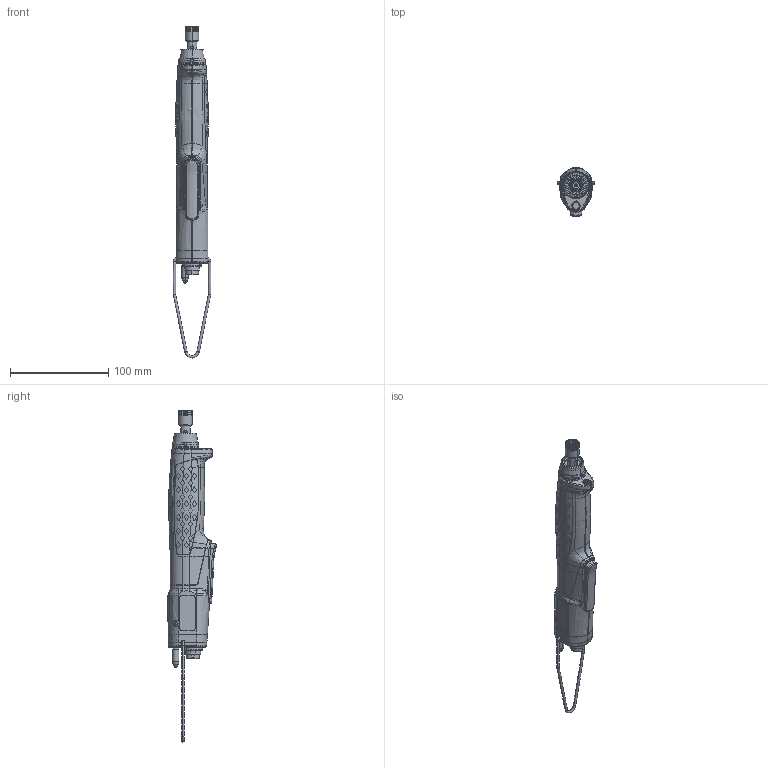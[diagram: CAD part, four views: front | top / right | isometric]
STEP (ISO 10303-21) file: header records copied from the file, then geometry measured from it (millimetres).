
FILE_DESCRIPTION((''),'2;1');
FILE_NAME('4224300257_ASM','2017-10-24T',('IPCdipo'),(''),'CREO PARAMETRIC BY PTC INC, 2016260','CREO PARAMETRIC BY PTC INC, 2016260','');
FILE_SCHEMA(('CONFIG_CONTROL_DESIGN'));
Products named in the file (29): 4216295300; 4216295400; 4216295380_ASM; 0517110300; 4224300272_ASM; 4216291800_SPEC; 4216291800_ASM; 09033129012_AF0; 09033129012_NUT; 09033129012_ASM_ASM; 4216293820_AF1_ASM; 4216293880_ASM; 4216286400; 4224300273_ASM; 4216292700; 0335350142; 0502110042; 4090030600; 4216194300; 4216194200_AF1; 4224300262_ASM; 4221000003; 4216293000; 4216294300; 4216104100_SPEC1; 4216167602; 4216243102; 4221000016; 4224300257_ASM
Assembly tree (29 placements, depth 6):
  4224300257_ASM
    4224300272_ASM
      4216295380_ASM
        4216295300
        4216295400
      0517110300
    4216291800_ASM
      4216291800_SPEC
    4224300273_ASM
      4216293880_ASM
        4216293820_AF1_ASM
          09033129012_ASM_ASM
            09033129012_AF0
            09033129012_NUT
      4216286400
    4224300262_ASM
      4216292700
      0335350142
      0502110042
      4090030600  x2
      4216194300
      4216194200_AF1
    4221000003
    4216293000
    4216294300
    4216104100_SPEC1
    4216167602
    4216243102
    4221000016
Bounding box: 38.4 x 49.91 x 337.98 mm (x, y, z)
Volume: 62534 mm3; surface area: 70158.1 mm2
Topology: 21 solids, 21 shells, 4233 faces, 10432 edges, 6325 vertices
Faces by surface type: bspline 2042, cylinder 855, plane 691, sphere 236, torus 182, cone 127, extrusion 100
Entity records: 260195 total; most frequent: CARTESIAN_POINT 175677, ORIENTED_EDGE 20758, DIRECTION 12513, EDGE_CURVE 10379, VERTEX_POINT 6317, B_SPLINE_CURVE_WITH_KNOTS 5149, AXIS2_PLACEMENT_3D 4922, EDGE_LOOP 4394
